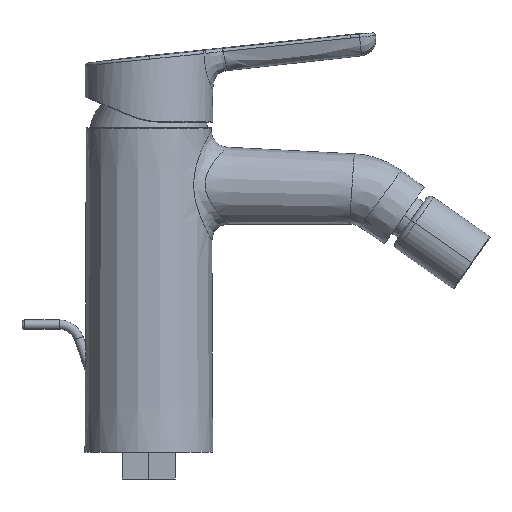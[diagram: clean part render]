
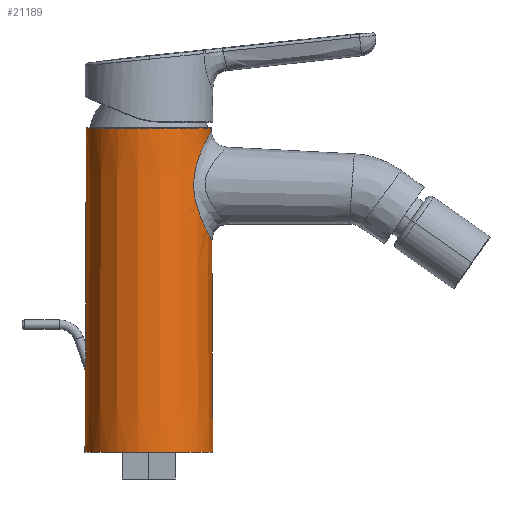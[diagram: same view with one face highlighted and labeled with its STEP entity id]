
A CAD part, top view. The second image highlights one B-rep face of the part: STEP entity #21189.
In plain terms, the highlighted conical face has half-angle 0.235 degrees and reference radius 23.75 mm.
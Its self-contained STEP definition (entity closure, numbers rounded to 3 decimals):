
#161=CARTESIAN_POINT('',(0.,121.801,
0.));
#162=DIRECTION('',(0.,-1.,0.));
#163=DIRECTION('',(1.,0.,0.));
#164=AXIS2_PLACEMENT_3D('',#161,#162,#163);
#216=CARTESIAN_POINT('',(-23.873,30.907,
0.));
#217=CARTESIAN_POINT('',(-23.873,30.907,0.116));
#218=CARTESIAN_POINT('',(-23.871,30.969,0.337));
#219=CARTESIAN_POINT('',(-23.864,31.202,0.631));
#220=CARTESIAN_POINT('',(-23.855,31.525,0.878));
#221=CARTESIAN_POINT('',(-23.844,31.931,1.096));
#222=CARTESIAN_POINT('',(-23.833,32.403,1.281));
#223=CARTESIAN_POINT('',(-23.822,32.907,1.43));
#224=CARTESIAN_POINT('',(-23.813,33.453,1.55));
#225=CARTESIAN_POINT('',(-23.804,34.04,1.644));
#226=CARTESIAN_POINT('',(-23.797,34.662,1.71));
#227=CARTESIAN_POINT('',(-23.791,35.311,1.747));
#228=CARTESIAN_POINT('',(-23.788,35.981,1.754));
#229=CARTESIAN_POINT('',(-23.787,36.664,1.73));
#230=CARTESIAN_POINT('',(-23.788,37.352,1.672));
#231=CARTESIAN_POINT('',(-23.792,38.039,1.58));
#232=CARTESIAN_POINT('',(-23.797,38.667,1.459));
#233=CARTESIAN_POINT('',(-23.803,39.21,1.32));
#234=CARTESIAN_POINT('',(-23.809,39.678,1.167));
#235=CARTESIAN_POINT('',(-23.815,40.082,0.998));
#236=CARTESIAN_POINT('',(-23.821,40.441,0.805));
#237=CARTESIAN_POINT('',(-23.827,40.748,0.575));
#238=CARTESIAN_POINT('',(-23.831,40.97,0.303));
#239=CARTESIAN_POINT('',(-23.832,41.026,0.104));
#240=CARTESIAN_POINT('',(-23.832,41.026,
0.));
#242=DIRECTION('',(-0.004,-1.,0.));
#243=VECTOR('',#242,80.775);
#244=CARTESIAN_POINT('',(-23.501,121.801,0.));
#245=LINE('',#244,#243);
#246=DIRECTION('',(0.004,-1.,0.));
#247=VECTOR('',#246,0.974);
#248=CARTESIAN_POINT('',(23.501,121.801,0.));
#249=LINE('',#248,#247);
#250=DIRECTION('',(0.004,-1.,0.));
#251=VECTOR('',#250,79.579);
#252=CARTESIAN_POINT('',(23.674,79.579,0.));
#253=LINE('',#252,#251);
#254=DIRECTION('',(-0.004,-1.,0.));
#255=VECTOR('',#254,30.907);
#256=CARTESIAN_POINT('',(-23.873,30.907,
0.));
#257=LINE('',#256,#255);
#258=CARTESIAN_POINT('',(23.674,79.579,0.));
#259=CARTESIAN_POINT('',(23.674,79.582,0.976));
#260=CARTESIAN_POINT('',(23.545,79.812,2.924));
#261=CARTESIAN_POINT('',(23.059,80.701,5.61));
#262=CARTESIAN_POINT('',(22.112,82.504,8.583));
#263=CARTESIAN_POINT('',(21.021,84.701,10.964));
#264=CARTESIAN_POINT('',(19.444,88.226,13.544));
#265=CARTESIAN_POINT('',(17.958,92.475,15.38));
#266=CARTESIAN_POINT('',(17.01,96.754,16.37));
#267=CARTESIAN_POINT('',(16.735,101.349,16.618));
#268=CARTESIAN_POINT('',(17.253,105.7,16.067));
#269=CARTESIAN_POINT('',(18.33,109.753,14.835));
#270=CARTESIAN_POINT('',(19.892,113.784,12.703));
#271=CARTESIAN_POINT('',(21.539,117.21,9.674));
#272=CARTESIAN_POINT('',(22.729,119.442,6.326));
#273=CARTESIAN_POINT('',(23.37,120.581,3.125));
#274=CARTESIAN_POINT('',(23.505,120.841,1.024));
#275=CARTESIAN_POINT('',(23.505,120.826,0.));
#11487=CARTESIAN_POINT('',(0.,0.,0.));
#11488=DIRECTION('',(0.,1.,0.));
#11489=DIRECTION('',(-1.,0.,0.));
#11490=AXIS2_PLACEMENT_3D('',#11487,#11488,#11489);
#18425=VERTEX_POINT('',#258);
#18426=VERTEX_POINT('',#275);
#18427=CARTESIAN_POINT('',(23.501,121.801,
0.));
#18428=CARTESIAN_POINT('',(-23.501,121.801,
0.));
#18429=VERTEX_POINT('',#18427);
#18430=VERTEX_POINT('',#18428);
#18431=CARTESIAN_POINT('',(24.,0.,
0.));
#18432=VERTEX_POINT('',#18431);
#18433=CARTESIAN_POINT('',(-24.,0.,
0.));
#18434=VERTEX_POINT('',#18433);
#20736=VERTEX_POINT('',#216);
#20737=VERTEX_POINT('',#240);
#21172=CARTESIAN_POINT('',(0.,60.9,0.));
#21173=DIRECTION('',(0.,-1.,0.));
#21174=DIRECTION('',(0.998,0.,0.063));
#21175=AXIS2_PLACEMENT_3D('',#21172,#21173,#21174);
#21176=CONICAL_SURFACE('',#21175,23.75,0.235);
#21177=ORIENTED_EDGE('',*,*,#21156,.T.);
#21178=ORIENTED_EDGE('',*,*,#21117,.F.);
#21179=ORIENTED_EDGE('',*,*,#21065,.F.);
#21180=ORIENTED_EDGE('',*,*,#21114,.T.);
#21182=ORIENTED_EDGE('',*,*,#21181,.F.);
#21183=ORIENTED_EDGE('',*,*,#21110,.T.);
#21185=ORIENTED_EDGE('',*,*,#21184,.F.);
#21186=ORIENTED_EDGE('',*,*,#21106,.F.);
#21187=EDGE_LOOP('',(#21177,#21178,#21179,#21180,#21182,#21183,#21185,#21186));
#21188=FACE_OUTER_BOUND('',#21187,.F.);
#165=CIRCLE('',#164,23.501);
#241=B_SPLINE_CURVE_WITH_KNOTS('',3,(#216,#217,#218,#219,#220,#221,#222,#223,
#224,#225,#226,#227,#228,#229,#230,#231,#232,#233,#234,#235,#236,#237,#238,#239,
#240),.UNSPECIFIED.,.F.,.F.,(4,1,1,1,1,1,1,1,1,1,1,1,1,1,1,1,1,1,1,1,1,1,4),(
0.,0.045,0.091,0.136,0.182,
0.227,0.273,0.318,0.364,
0.409,0.455,0.5,0.545,0.591,
0.636,0.682,0.727,0.773,
0.818,0.864,0.909,0.955,1.),
.UNSPECIFIED.);
#276=B_SPLINE_CURVE_WITH_KNOTS('',3,(#258,#259,#260,#261,#262,#263,#264,#265,
#266,#267,#268,#269,#270,#271,#272,#273,#274,#275),.UNSPECIFIED.,.F.,.F.,(4,1,1,
1,1,1,1,1,1,1,1,1,1,1,1,4),(0.,0.067,0.133,0.2,
0.267,0.333,0.4,0.467,0.533,
0.6,0.667,0.733,0.8,0.867,
0.933,1.),.UNSPECIFIED.);
#11491=CIRCLE('',#11490,24.);
#21065=EDGE_CURVE('',#18429,#18430,#165,.T.);
#21106=EDGE_CURVE('',#20736,#18434,#257,.T.);
#21110=EDGE_CURVE('',#18425,#18432,#253,.T.);
#21114=EDGE_CURVE('',#18429,#18426,#249,.T.);
#21117=EDGE_CURVE('',#18430,#20737,#245,.T.);
#21156=EDGE_CURVE('',#20736,#20737,#241,.T.);
#21181=EDGE_CURVE('',#18425,#18426,#276,.T.);
#21184=EDGE_CURVE('',#18434,#18432,#11491,.T.);
#21189=ADVANCED_FACE('',(#21188),#21176,.T.);
